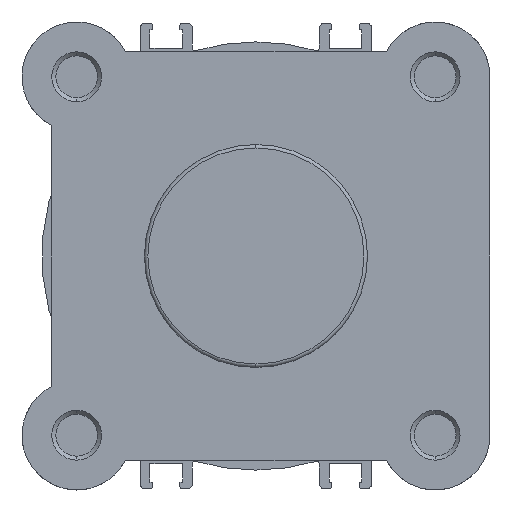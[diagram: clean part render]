
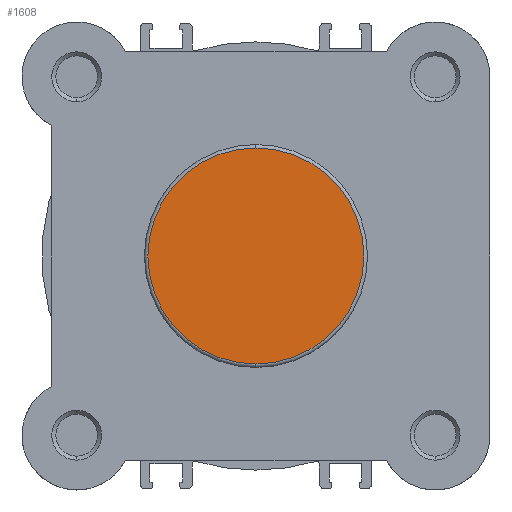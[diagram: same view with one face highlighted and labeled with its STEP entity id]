
A CAD part, left-side view. The second image highlights one B-rep face of the part: STEP entity #1608.
In plain terms, the highlighted planar face has unit normal (-1, 0, 0).
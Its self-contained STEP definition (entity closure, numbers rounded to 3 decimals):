
#593 = CARTESIAN_POINT ( 'NONE',  ( 0., 0., 0. ) ) ;
#594 = DIRECTION ( 'NONE',  ( -1., 0., 0. ) ) ;
#595 = DIRECTION ( 'NONE',  ( 0., 0., -1. ) ) ;
#741 = CARTESIAN_POINT ( 'NONE',  ( 0., 0., 0. ) ) ;
#748 = DIRECTION ( 'NONE',  ( -1., 0., 0. ) ) ;
#749 = DIRECTION ( 'NONE',  ( 0., 0., -1. ) ) ;
#1608 = ADVANCED_FACE ( 'NONE', ( #2303 ), #3527, .F. ) ;
#2046 = EDGE_LOOP ( 'NONE', ( #4097, #4096 ) ) ;
#2303 = FACE_OUTER_BOUND ( 'NONE', #2046, .T. ) ;
#3096 = VERTEX_POINT ( 'NONE', #5727 ) ;
#3097 = VERTEX_POINT ( 'NONE', #5728 ) ;
#3526 = CARTESIAN_POINT ( 'NONE',  ( 0., 22.4, 0. ) ) ;
#3527 = PLANE ( 'NONE',  #4948 ) ;
#3529 = DIRECTION ( 'NONE',  ( 1., 0., 0. ) ) ;
#3530 = DIRECTION ( 'NONE',  ( 0., 0., -1. ) ) ;
#4096 = ORIENTED_EDGE ( 'NONE', *, *, #4529, .T. ) ;
#4097 = ORIENTED_EDGE ( 'NONE', *, *, #4589, .T. ) ;
#4529 = EDGE_CURVE ( 'NONE', #3096, #3097, #6945, .T. ) ;
#4589 = EDGE_CURVE ( 'NONE', #3097, #3096, #7029, .T. ) ;
#4948 = AXIS2_PLACEMENT_3D ( 'NONE', #3526, #3529, #3530 ) ;
#5727 = CARTESIAN_POINT ( 'NONE',  ( 0., 0., 21.7 ) ) ;
#5728 = CARTESIAN_POINT ( 'NONE',  ( 0., 0., -21.7 ) ) ;
#6568 = AXIS2_PLACEMENT_3D ( 'NONE', #593, #594, #595 ) ;
#6603 = AXIS2_PLACEMENT_3D ( 'NONE', #741, #748, #749 ) ;
#6945 = CIRCLE ( 'NONE', #6568, 21.7 ) ;
#7029 = CIRCLE ( 'NONE', #6603, 21.7 ) ;
